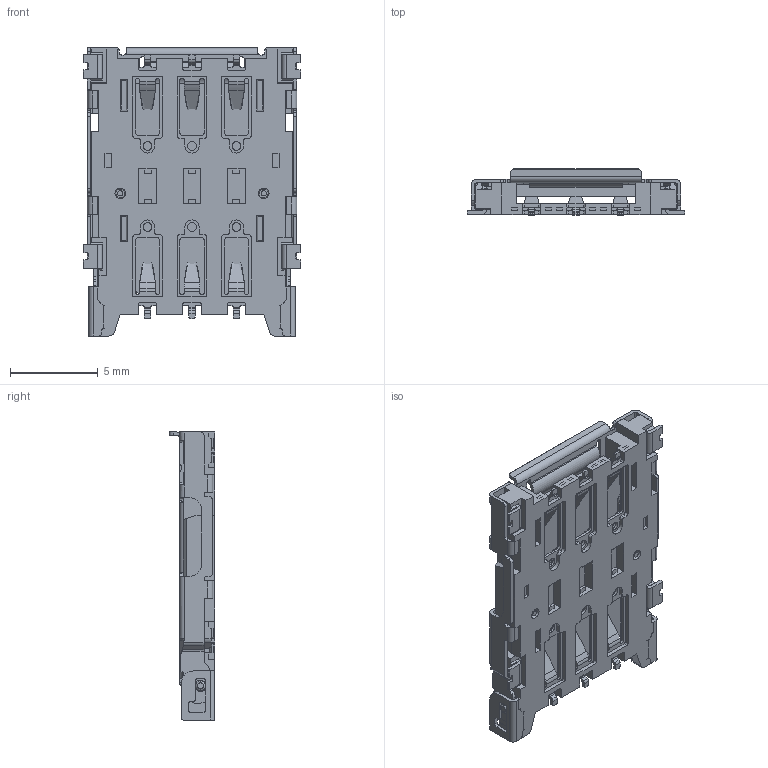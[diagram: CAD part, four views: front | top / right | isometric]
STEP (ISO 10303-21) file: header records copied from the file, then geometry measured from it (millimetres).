
FILE_DESCRIPTION((''),'2;1');
FILE_NAME('115V-AD00_C_1_ASM','2019-08-14T',('fros.liao'),(''),'CREO PARAMETRIC BY PTC INC, 2015200','CREO PARAMETRIC BY PTC INC, 2015200','');
FILE_SCHEMA(('CONFIG_CONTROL_DESIGN'));
Length unit declared in the file: millimetre
Products named in the file (10): INSULATOR; MICRO_SIM_CONTACT_01_19; CONTACT_BACK_ASM; MICRO_SIM_CONTACT_01_MIR_15; CONTACT_FRONT_ASM; GROUND-LEFT; GROUND-RIGHT; SHELL; NANO_SIM_CARD_2; 115V-AD00_C_1_ASM
Assembly tree (13 placements, depth 3):
  115V-AD00_C_1_ASM
    INSULATOR
    CONTACT_BACK_ASM
      MICRO_SIM_CONTACT_01_19  x3
    CONTACT_FRONT_ASM
      MICRO_SIM_CONTACT_01_MIR_15  x3
    GROUND-LEFT
    GROUND-RIGHT
    SHELL
    NANO_SIM_CARD_2
Bounding box: 12.44 x 2.62 x 16.45 mm (x, y, z)
Volume: 217.5 mm3; surface area: 1512.1 mm2
Topology: 11 solids, 11 shells, 2221 faces, 6458 edges, 4256 vertices
Faces by surface type: plane 1378, cylinder 719, bspline 76, cone 28, torus 16, extrusion 4
Entity records: 66182 total; most frequent: CARTESIAN_POINT 13280, ORIENTED_EDGE 11388, DIRECTION 10690, EDGE_CURVE 5694, VECTOR 4196, LINE 4192, VERTEX_POINT 3756, AXIS2_PLACEMENT_3D 3247
